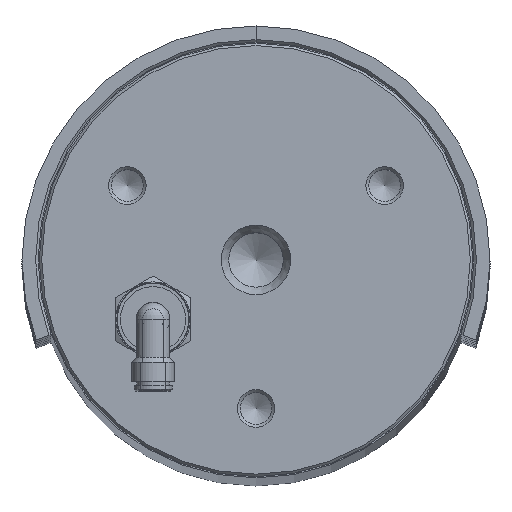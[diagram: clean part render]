
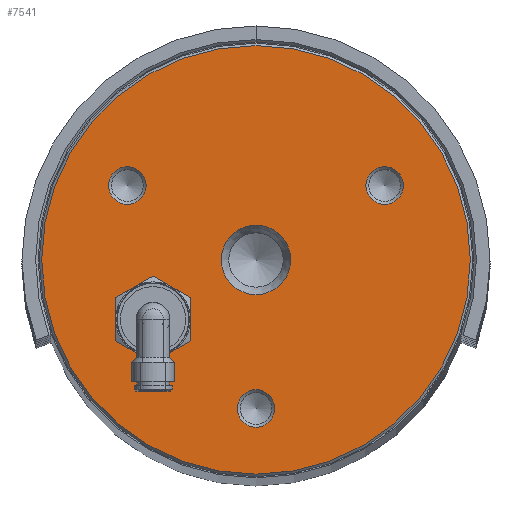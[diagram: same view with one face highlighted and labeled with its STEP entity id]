
A CAD part, top view. The second image highlights one B-rep face of the part: STEP entity #7541.
In plain terms, the highlighted face is planar.
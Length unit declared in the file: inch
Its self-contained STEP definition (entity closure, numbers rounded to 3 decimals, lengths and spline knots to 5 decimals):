
#46 = FACE_BOUND ( 'NONE', #1651, .T. ) ;
#149 = CIRCLE ( 'NONE', #7622, 0.41348 ) ;
#375 = VERTEX_POINT ( 'NONE', #9078 ) ;
#475 = DIRECTION ( 'NONE',  ( -1., 0., 0. ) ) ;
#594 = EDGE_LOOP ( 'NONE', ( #8079 ) ) ;
#787 = ORIENTED_EDGE ( 'NONE', *, *, #11891, .T. ) ;
#1028 = DIRECTION ( 'NONE',  ( -1., 0., 0. ) ) ;
#1047 = AXIS2_PLACEMENT_3D ( 'NONE', #3303, #2244, #13077 ) ;
#1247 = FACE_BOUND ( 'NONE', #3645, .T. ) ;
#1492 = ORIENTED_EDGE ( 'NONE', *, *, #3678, .F. ) ;
#1501 = CARTESIAN_POINT ( 'NONE',  ( -0.2372, -1.875, -1.8775 ) ) ;
#1651 = EDGE_LOOP ( 'NONE', ( #1492 ) ) ;
#1954 = DIRECTION ( 'NONE',  ( -1., 0., 0. ) ) ;
#2244 = DIRECTION ( 'NONE',  ( 0., 0., -1. ) ) ;
#2577 = VERTEX_POINT ( 'NONE', #3694 ) ;
#2852 = DIRECTION ( 'NONE',  ( -1., 0., 0. ) ) ;
#3303 = CARTESIAN_POINT ( 'NONE',  ( 2.75, -10.01982, -1.8775 ) ) ;
#3553 = CIRCLE ( 'NONE', #5817, 2.704 ) ;
#3645 = EDGE_LOOP ( 'NONE', ( #7186 ) ) ;
#3678 = EDGE_CURVE ( 'NONE', #11192, #11192, #4191, .T. ) ;
#3694 = CARTESIAN_POINT ( 'NONE',  ( -0.41348, 1.5, -1.8775 ) ) ;
#4191 = CIRCLE ( 'NONE', #8081, 0.2372 ) ;
#4497 = AXIS2_PLACEMENT_3D ( 'NONE', #6804, #8768, #11233 ) ;
#4969 = CARTESIAN_POINT ( 'NONE',  ( -1.861, 0.9375, -1.8775 ) ) ;
#5350 = PLANE ( 'NONE',  #1047 ) ;
#5407 = ORIENTED_EDGE ( 'NONE', *, *, #7572, .F. ) ;
#5455 = DIRECTION ( 'NONE',  ( 0., 0., -1. ) ) ;
#5656 = FACE_OUTER_BOUND ( 'NONE', #7621, .T. ) ;
#5679 = CARTESIAN_POINT ( 'NONE',  ( -1.6238, 0.9375, -1.8775 ) ) ;
#5764 = VERTEX_POINT ( 'NONE', #1501 ) ;
#5817 = AXIS2_PLACEMENT_3D ( 'NONE', #11653, #6951, #1954 ) ;
#6020 = CIRCLE ( 'NONE', #13913, 0.2372 ) ;
#6029 = CARTESIAN_POINT ( 'NONE',  ( -2.704, 0., -1.8775 ) ) ;
#6575 = DIRECTION ( 'NONE',  ( -1., 0., 0. ) ) ;
#6643 = CARTESIAN_POINT ( 'NONE',  ( 0., 1.5, -1.8775 ) ) ;
#6685 = EDGE_CURVE ( 'NONE', #5764, #5764, #13977, .T. ) ;
#6712 = DIRECTION ( 'NONE',  ( 0., 0., -1. ) ) ;
#6804 = CARTESIAN_POINT ( 'NONE',  ( 0., -1.875, -1.8775 ) ) ;
#6951 = DIRECTION ( 'NONE',  ( 0., 0., -1. ) ) ;
#7186 = ORIENTED_EDGE ( 'NONE', *, *, #7489, .F. ) ;
#7489 = EDGE_CURVE ( 'NONE', #2577, #2577, #149, .T. ) ;
#7541 = ADVANCED_FACE ( 'NONE', ( #11945, #46, #8684, #1247, #7776, #5656 ), #5350, .T. ) ;
#7572 = EDGE_CURVE ( 'NONE', #375, #375, #10994, .T. ) ;
#7621 = EDGE_LOOP ( 'NONE', ( #787 ) ) ;
#7622 = AXIS2_PLACEMENT_3D ( 'NONE', #6643, #6712, #6575 ) ;
#7776 = FACE_BOUND ( 'NONE', #11341, .T. ) ;
#8010 = ORIENTED_EDGE ( 'NONE', *, *, #9987, .F. ) ;
#8079 = ORIENTED_EDGE ( 'NONE', *, *, #6685, .F. ) ;
#8081 = AXIS2_PLACEMENT_3D ( 'NONE', #11493, #11353, #2852 ) ;
#8553 = VERTEX_POINT ( 'NONE', #4969 ) ;
#8684 = FACE_BOUND ( 'NONE', #13629, .T. ) ;
#8768 = DIRECTION ( 'NONE',  ( 0., 0., -1. ) ) ;
#9078 = CARTESIAN_POINT ( 'NONE',  ( -0.4375, 0., -1.8775 ) ) ;
#9200 = CARTESIAN_POINT ( 'NONE',  ( 1.38659, 0.9375, -1.8775 ) ) ;
#9665 = VERTEX_POINT ( 'NONE', #6029 ) ;
#9987 = EDGE_CURVE ( 'NONE', #8553, #8553, #6020, .T. ) ;
#10876 = CARTESIAN_POINT ( 'NONE',  ( 0., 0., -1.8775 ) ) ;
#10941 = DIRECTION ( 'NONE',  ( 0., 0., -1. ) ) ;
#10994 = CIRCLE ( 'NONE', #13709, 0.4375 ) ;
#11192 = VERTEX_POINT ( 'NONE', #9200 ) ;
#11233 = DIRECTION ( 'NONE',  ( -1., 0., 0. ) ) ;
#11341 = EDGE_LOOP ( 'NONE', ( #5407 ) ) ;
#11353 = DIRECTION ( 'NONE',  ( 0., 0., -1. ) ) ;
#11493 = CARTESIAN_POINT ( 'NONE',  ( 1.6238, 0.9375, -1.8775 ) ) ;
#11653 = CARTESIAN_POINT ( 'NONE',  ( 0., 0., -1.8775 ) ) ;
#11891 = EDGE_CURVE ( 'NONE', #9665, #9665, #3553, .T. ) ;
#11945 = FACE_BOUND ( 'NONE', #594, .T. ) ;
#13077 = DIRECTION ( 'NONE',  ( -1., 0., 0. ) ) ;
#13629 = EDGE_LOOP ( 'NONE', ( #8010 ) ) ;
#13709 = AXIS2_PLACEMENT_3D ( 'NONE', #10876, #10941, #1028 ) ;
#13913 = AXIS2_PLACEMENT_3D ( 'NONE', #5679, #5455, #475 ) ;
#13977 = CIRCLE ( 'NONE', #4497, 0.2372 ) ;
